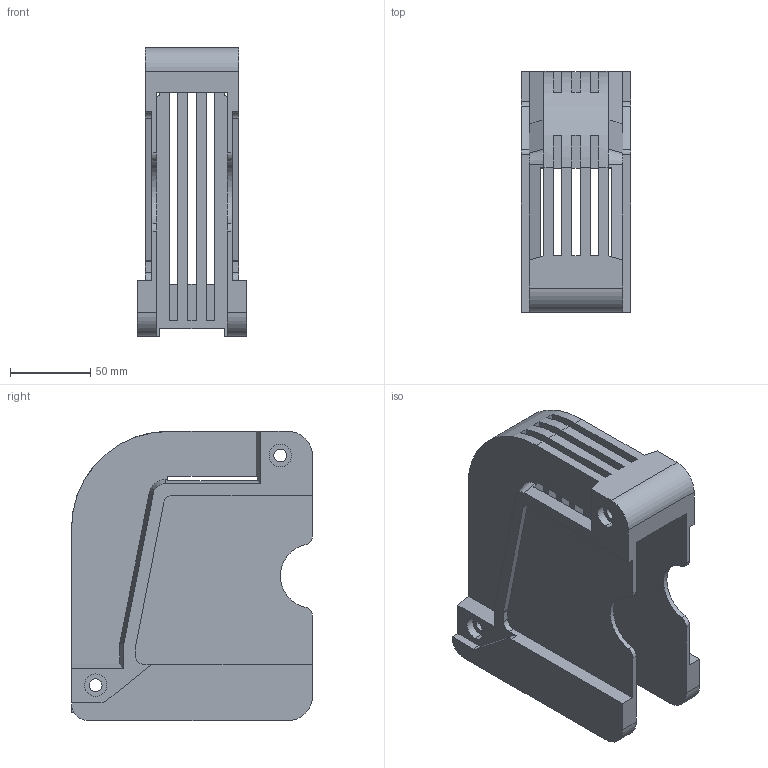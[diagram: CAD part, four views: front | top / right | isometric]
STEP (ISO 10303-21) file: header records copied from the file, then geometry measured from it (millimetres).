
FILE_DESCRIPTION (( 'STEP AP214' ), '1' );
FILE_NAME ('Äóãîãàñèòåëüíàÿ êàìåðà äëÿ ÊÒ - 6043.STEP', '2016-12-26T21:21:31', ( '' ), ( '' ), 'SwSTEP 2.0', 'SolidWorks 2014', '' );
FILE_SCHEMA (( 'AUTOMOTIVE_DESIGN' ));
Length unit declared in the file: millimetre
Products named in the file (1): Äóãîãàñèòåëüíàÿ êàìåðà äëÿ ÊÒ - 6043
Bounding box: 68 x 150 x 180 mm (x, y, z)
Volume: 569137.8 mm3; surface area: 174556.7 mm2
Topology: 1 solids, 1 shells, 110 faces, 358 edges, 238 vertices
Faces by surface type: plane 74, cylinder 34, cone 2
Entity records: 4006 total; most frequent: ORIENTED_EDGE 716, CARTESIAN_POINT 707, DIRECTION 666, EDGE_CURVE 358, LINE 272, VECTOR 272, VERTEX_POINT 238, AXIS2_PLACEMENT_3D 197
